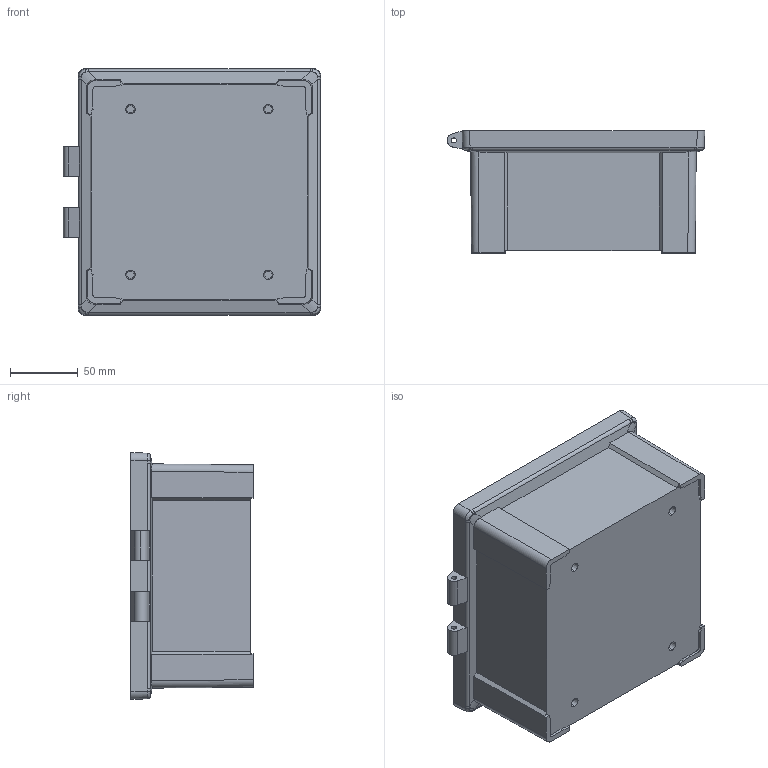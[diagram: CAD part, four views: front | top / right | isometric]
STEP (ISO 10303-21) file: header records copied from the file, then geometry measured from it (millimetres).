
FILE_DESCRIPTION (( 'STEP AP214' ), '1' );
FILE_NAME ('6x6_hinge_base.STEP', '2016-02-03T12:19:27', ( '' ), ( '' ), 'SwSTEP 2.0', 'SolidWorks 2015', '' );
FILE_SCHEMA (( 'AUTOMOTIVE_DESIGN' ));
Length unit declared in the file: millimetre
Products named in the file (1): 6x6_hinge_base
Bounding box: 189.75 x 90 x 181.85 mm (x, y, z)
Volume: 155.9 mm3; surface area: 190534.1 mm2
Topology: 4 solids, 5 shells, 418 faces, 1146 edges, 752 vertices
Faces by surface type: plane 221, cylinder 125, cone 48, bspline 24
Entity records: 14553 total; most frequent: CARTESIAN_POINT 4400, ORIENTED_EDGE 2284, DIRECTION 1926, EDGE_CURVE 1142, VERTEX_POINT 752, VECTOR 652, LINE 652, AXIS2_PLACEMENT_3D 637
